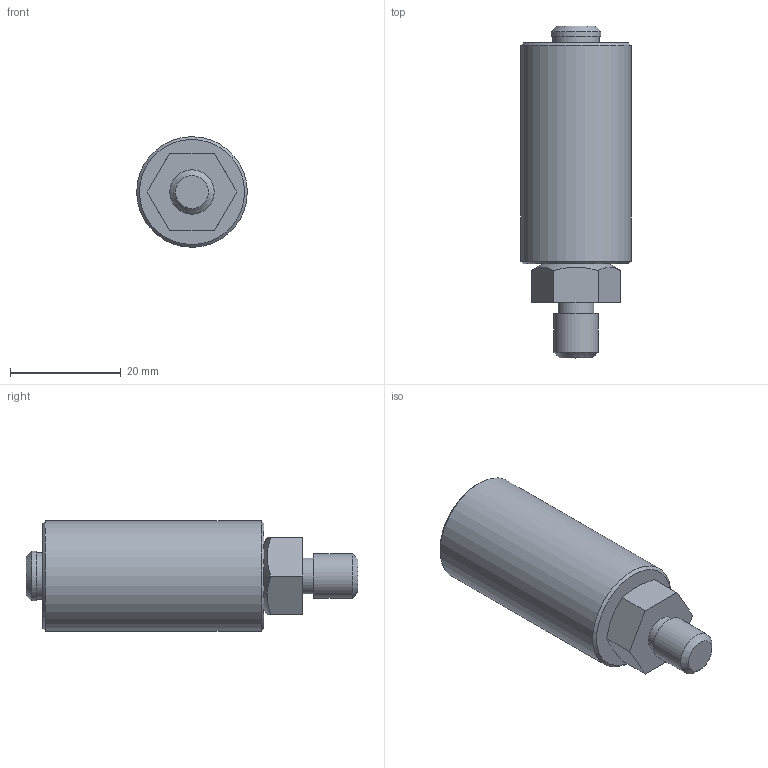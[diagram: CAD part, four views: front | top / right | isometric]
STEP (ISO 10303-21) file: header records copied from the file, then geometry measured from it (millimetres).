
FILE_DESCRIPTION (( 'STEP AP203' ), '1' );
FILE_NAME ('250414 STEP 3-400170-00_6126A.STEP', '2025-04-14T12:44:01', ( '' ), ( '' ), 'SwSTEP 2.0', 'SolidWorks 2024', '' );
FILE_SCHEMA (( 'CONFIG_CONTROL_DESIGN' ));
Length unit declared in the file: millimetre
Products named in the file (1): 250414 STEP 3-400170-00_6126A
Bounding box: 20 x 60 x 20 mm (x, y, z)
Volume: 16675 mm3; surface area: 5199.9 mm2
Topology: 2 solids, 2 shells, 32 faces, 57 edges, 37 vertices
Faces by surface type: plane 18, cylinder 9, cone 5
Full cylindrical faces by diameter (mm): 6.5 x1, 8 x1, 8.5 x2, 8.6 x1, 9 x3, 20 x1
Entity records: 817 total; most frequent: CARTESIAN_POINT 171, DIRECTION 124, ORIENTED_EDGE 82, AXIS2_PLACEMENT_3D 56, EDGE_LOOP 54, EDGE_CURVE 41, FACE_OUTER_BOUND 41, VERTEX_POINT 35
